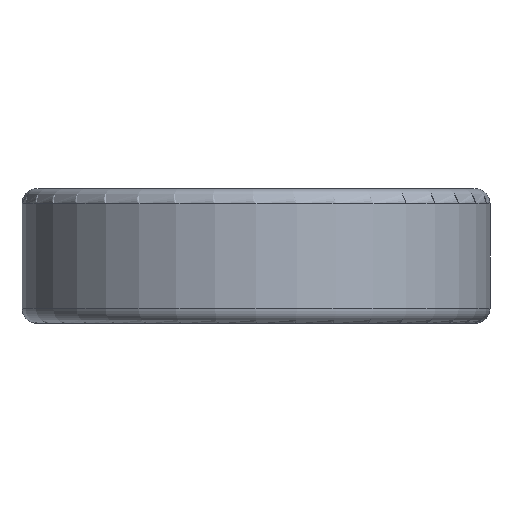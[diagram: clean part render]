
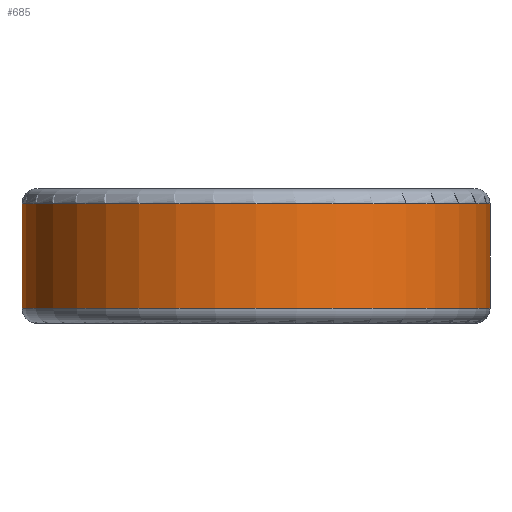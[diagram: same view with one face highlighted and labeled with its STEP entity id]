
A CAD part, front view. The second image highlights one B-rep face of the part: STEP entity #685.
In plain terms, the highlighted cylindrical face has radius 6.25 mm (diameter 12.5 mm), a partial arc.
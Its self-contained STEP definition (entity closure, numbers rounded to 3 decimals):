
#28=CARTESIAN_POINT('',(0.,0.,3.2));
#29=DIRECTION('',(0.,0.,1.));
#30=DIRECTION('',(-1.,0.,0.));
#31=AXIS2_PLACEMENT_3D('',#28,#29,#30);
#33=CARTESIAN_POINT('',(0.,0.,0.4));
#34=DIRECTION('',(0.,0.,-1.));
#35=DIRECTION('',(1.,0.,0.));
#36=AXIS2_PLACEMENT_3D('',#33,#34,#35);
#38=DIRECTION('',(0.,0.,1.));
#39=VECTOR('',#38,2.8);
#40=CARTESIAN_POINT('',(-6.25,0.,0.4));
#41=LINE('',#40,#39);
#180=DIRECTION('',(0.,0.,1.));
#181=VECTOR('',#180,2.8);
#182=CARTESIAN_POINT('',(6.25,0.,0.4));
#183=LINE('',#182,#181);
#611=CARTESIAN_POINT('',(-6.25,0.,3.2));
#612=CARTESIAN_POINT('',(6.25,0.,3.2));
#613=VERTEX_POINT('',#611);
#614=VERTEX_POINT('',#612);
#617=CARTESIAN_POINT('',(6.25,0.,0.4));
#618=CARTESIAN_POINT('',(-6.25,0.,0.4));
#619=VERTEX_POINT('',#617);
#620=VERTEX_POINT('',#618);
#671=CARTESIAN_POINT('',(0.,0.,0.));
#672=DIRECTION('',(0.,0.,1.));
#673=DIRECTION('',(1.,0.,0.));
#674=AXIS2_PLACEMENT_3D('',#671,#672,#673);
#675=CYLINDRICAL_SURFACE('',#674,6.25);
#677=ORIENTED_EDGE('',*,*,#676,.T.);
#679=ORIENTED_EDGE('',*,*,#678,.F.);
#680=ORIENTED_EDGE('',*,*,#657,.T.);
#682=ORIENTED_EDGE('',*,*,#681,.T.);
#683=EDGE_LOOP('',(#677,#679,#680,#682));
#684=FACE_OUTER_BOUND('',#683,.F.);
#32=CIRCLE('',#31,6.25);
#37=CIRCLE('',#36,6.25);
#657=EDGE_CURVE('',#619,#620,#37,.T.);
#676=EDGE_CURVE('',#613,#614,#32,.T.);
#678=EDGE_CURVE('',#619,#614,#183,.T.);
#681=EDGE_CURVE('',#620,#613,#41,.T.);
#685=ADVANCED_FACE('',(#684),#675,.T.);
